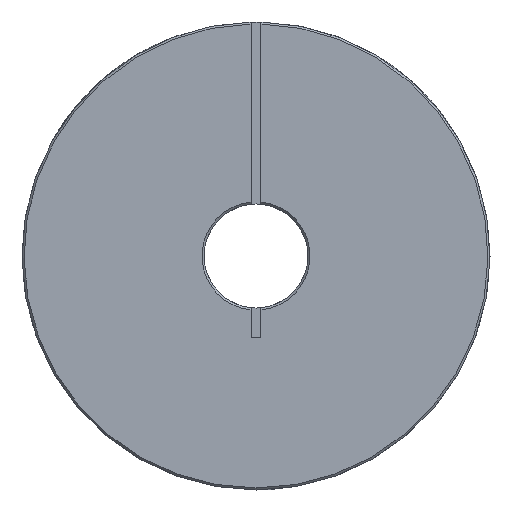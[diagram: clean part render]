
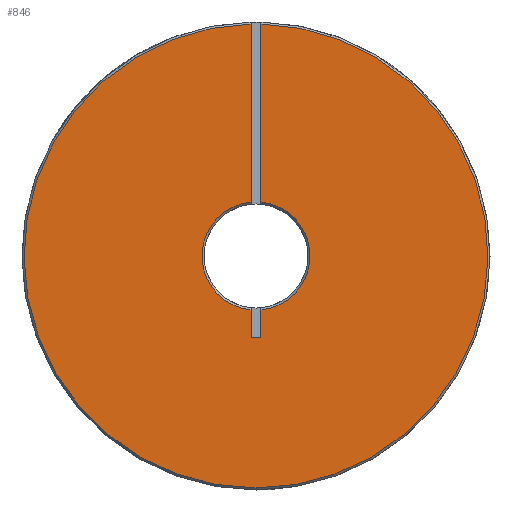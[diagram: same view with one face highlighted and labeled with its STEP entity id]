
A CAD part, left-side view. The second image highlights one B-rep face of the part: STEP entity #846.
In plain terms, the highlighted planar face has unit normal (-1, 0, 0).
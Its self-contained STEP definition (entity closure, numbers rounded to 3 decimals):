
#27 = DIRECTION ( 'NONE',  ( 0., 0., 1. ) ) ;
#37 = VERTEX_POINT ( 'NONE', #207 ) ;
#38 = CARTESIAN_POINT ( 'NONE',  ( 0., 0., 0. ) ) ;
#39 = DIRECTION ( 'NONE',  ( -1., 0., 0. ) ) ;
#91 = EDGE_CURVE ( 'NONE', #971, #1056, #1725, .T. ) ;
#146 = EDGE_CURVE ( 'NONE', #1112, #971, #1959, .T. ) ;
#155 = EDGE_CURVE ( 'NONE', #1050, #834, #1926, .T. ) ;
#207 = CARTESIAN_POINT ( 'NONE',  ( 0., -0.61, 28.318 ) ) ;
#238 = EDGE_LOOP ( 'NONE', ( #267, #270, #271, #296, #303, #306, #317, #321, #324 ) ) ;
#242 = CARTESIAN_POINT ( 'NONE',  ( 0., 0.61, 0. ) ) ;
#256 = DIRECTION ( 'NONE',  ( 0., 0., 1. ) ) ;
#267 = ORIENTED_EDGE ( 'NONE', *, *, #1251, .T. ) ;
#270 = ORIENTED_EDGE ( 'NONE', *, *, #155, .T. ) ;
#271 = ORIENTED_EDGE ( 'NONE', *, *, #1298, .T. ) ;
#279 = EDGE_CURVE ( 'NONE', #292, #554, #1951, .T. ) ;
#292 = VERTEX_POINT ( 'NONE', #828 ) ;
#296 = ORIENTED_EDGE ( 'NONE', *, *, #279, .T. ) ;
#303 = ORIENTED_EDGE ( 'NONE', *, *, #1408, .T. ) ;
#306 = ORIENTED_EDGE ( 'NONE', *, *, #146, .T. ) ;
#317 = ORIENTED_EDGE ( 'NONE', *, *, #91, .T. ) ;
#321 = ORIENTED_EDGE ( 'NONE', *, *, #740, .T. ) ;
#324 = ORIENTED_EDGE ( 'NONE', *, *, #391, .T. ) ;
#329 = CARTESIAN_POINT ( 'NONE',  ( 0., 0., 0. ) ) ;
#335 = DIRECTION ( 'NONE',  ( 1., 0., 0. ) ) ;
#336 = DIRECTION ( 'NONE',  ( 0., 0., 1. ) ) ;
#338 = CARTESIAN_POINT ( 'NONE',  ( 0., 0., 0. ) ) ;
#341 = DIRECTION ( 'NONE',  ( 1., 0., 0. ) ) ;
#344 = DIRECTION ( 'NONE',  ( 0., 0., 1. ) ) ;
#391 = EDGE_CURVE ( 'NONE', #1555, #37, #1731, .T. ) ;
#554 = VERTEX_POINT ( 'NONE', #1340 ) ;
#571 = AXIS2_PLACEMENT_3D ( 'NONE', #1203, #1237, #1239 ) ;
#669 = AXIS2_PLACEMENT_3D ( 'NONE', #1048, #1083, #1087 ) ;
#678 = CARTESIAN_POINT ( 'NONE',  ( 0., 0., -10.004 ) ) ;
#681 = DIRECTION ( 'NONE',  ( 0., 1., 0. ) ) ;
#728 = AXIS2_PLACEMENT_3D ( 'NONE', #38, #39, #27 ) ;
#740 = EDGE_CURVE ( 'NONE', #1056, #1555, #1473, .T. ) ;
#741 = CARTESIAN_POINT ( 'NONE',  ( 0., -0.61, 0. ) ) ;
#805 = DIRECTION ( 'NONE',  ( 0., 0., -1. ) ) ;
#828 = CARTESIAN_POINT ( 'NONE',  ( 0., -0.61, -10.004 ) ) ;
#834 = VERTEX_POINT ( 'NONE', #1189 ) ;
#846 = ADVANCED_FACE ( 'NONE', ( #1625 ), #1230, .T. ) ;
#867 = DIRECTION ( 'NONE',  ( 0., 0., -1. ) ) ;
#912 = CARTESIAN_POINT ( 'NONE',  ( 0., 0., -28.325 ) ) ;
#971 = VERTEX_POINT ( 'NONE', #1547 ) ;
#1030 = VECTOR ( 'NONE', #1928, 1000. ) ;
#1031 = AXIS2_PLACEMENT_3D ( 'NONE', #338, #341, #344 ) ;
#1034 = LINE ( 'NONE', #1863, #1030 ) ;
#1038 = AXIS2_PLACEMENT_3D ( 'NONE', #329, #335, #336 ) ;
#1048 = CARTESIAN_POINT ( 'NONE',  ( 0., 0., 0. ) ) ;
#1050 = VERTEX_POINT ( 'NONE', #1592 ) ;
#1056 = VERTEX_POINT ( 'NONE', #1602 ) ;
#1083 = DIRECTION ( 'NONE',  ( -1., 0., 0. ) ) ;
#1087 = DIRECTION ( 'NONE',  ( 0., 0., 1. ) ) ;
#1112 = VERTEX_POINT ( 'NONE', #1940 ) ;
#1161 = VECTOR ( 'NONE', #867, 1000. ) ;
#1166 = LINE ( 'NONE', #1425, #1161 ) ;
#1189 = CARTESIAN_POINT ( 'NONE',  ( 0., -0.61, -6.572 ) ) ;
#1192 = VECTOR ( 'NONE', #805, 1000. ) ;
#1195 = LINE ( 'NONE', #741, #1192 ) ;
#1203 = CARTESIAN_POINT ( 'NONE',  ( 0., 0., 0. ) ) ;
#1230 = PLANE ( 'NONE',  #571 ) ;
#1237 = DIRECTION ( 'NONE',  ( -1., 0., 0. ) ) ;
#1239 = DIRECTION ( 'NONE',  ( 0., 0., 1. ) ) ;
#1251 = EDGE_CURVE ( 'NONE', #37, #1050, #1195, .T. ) ;
#1298 = EDGE_CURVE ( 'NONE', #834, #292, #1166, .T. ) ;
#1340 = CARTESIAN_POINT ( 'NONE',  ( 0., 0.61, -10.004 ) ) ;
#1408 = EDGE_CURVE ( 'NONE', #554, #1112, #1034, .T. ) ;
#1425 = CARTESIAN_POINT ( 'NONE',  ( 0., -0.61, 0. ) ) ;
#1473 = CIRCLE ( 'NONE', #669, 28.325 ) ;
#1547 = CARTESIAN_POINT ( 'NONE',  ( 0., 0.61, 6.572 ) ) ;
#1555 = VERTEX_POINT ( 'NONE', #912 ) ;
#1592 = CARTESIAN_POINT ( 'NONE',  ( 0., -0.61, 6.572 ) ) ;
#1602 = CARTESIAN_POINT ( 'NONE',  ( 0., 0.61, 28.318 ) ) ;
#1625 = FACE_OUTER_BOUND ( 'NONE', #238, .T. ) ;
#1725 = LINE ( 'NONE', #242, #1938 ) ;
#1731 = CIRCLE ( 'NONE', #728, 28.325 ) ;
#1863 = CARTESIAN_POINT ( 'NONE',  ( 0., 0.61, 0. ) ) ;
#1886 = VECTOR ( 'NONE', #681, 1000. ) ;
#1926 = CIRCLE ( 'NONE', #1031, 6.6 ) ;
#1928 = DIRECTION ( 'NONE',  ( 0., 0., 1. ) ) ;
#1938 = VECTOR ( 'NONE', #256, 1000. ) ;
#1940 = CARTESIAN_POINT ( 'NONE',  ( 0., 0.61, -6.572 ) ) ;
#1951 = LINE ( 'NONE', #678, #1886 ) ;
#1959 = CIRCLE ( 'NONE', #1038, 6.6 ) ;
